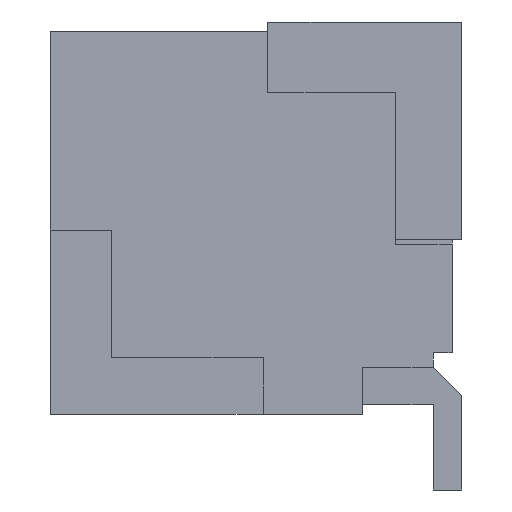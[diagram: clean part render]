
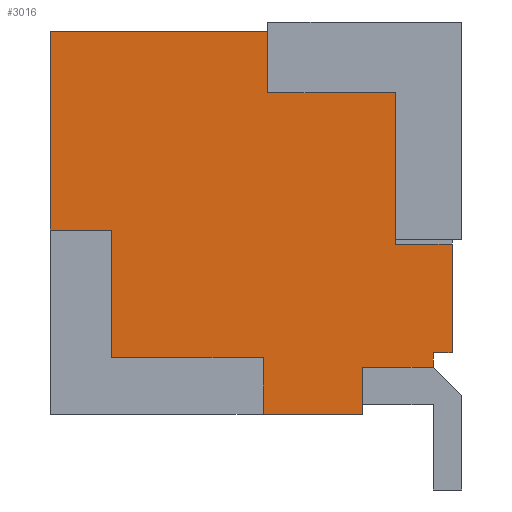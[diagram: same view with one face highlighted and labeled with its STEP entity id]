
A CAD part, left-side view. The second image highlights one B-rep face of the part: STEP entity #3016.
In plain terms, the highlighted planar face has unit normal (-1, 0, 0).
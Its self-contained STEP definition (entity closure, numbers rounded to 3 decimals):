
#71=FACE_OUTER_BOUND('',#222,.T.);
#222=EDGE_LOOP('',(#2180,#2181,#2182,#2183,#2184,#2185,#2186,#2187,#2188,
#2189,#2190,#2191,#2192,#2193,#2194,#2195));
#491=LINE('',#4332,#914);
#508=LINE('',#4367,#931);
#509=LINE('',#4369,#932);
#510=LINE('',#4371,#933);
#511=LINE('',#4373,#934);
#512=LINE('',#4375,#935);
#513=LINE('',#4377,#936);
#514=LINE('',#4379,#937);
#515=LINE('',#4381,#938);
#516=LINE('',#4383,#939);
#517=LINE('',#4385,#940);
#518=LINE('',#4387,#941);
#519=LINE('',#4389,#942);
#520=LINE('',#4391,#943);
#521=LINE('',#4392,#944);
#522=LINE('',#4393,#945);
#914=VECTOR('',#3526,0.5);
#931=VECTOR('',#3555,0.15);
#932=VECTOR('',#3556,0.2);
#933=VECTOR('',#3557,1.15);
#934=VECTOR('',#3558,0.6);
#935=VECTOR('',#3559,1.6);
#936=VECTOR('',#3560,1.35);
#937=VECTOR('',#3561,0.65);
#938=VECTOR('',#3562,2.3);
#939=VECTOR('',#3563,2.1);
#940=VECTOR('',#3564,0.65);
#941=VECTOR('',#3565,1.35);
#942=VECTOR('',#3566,1.6);
#943=VECTOR('',#3567,0.6);
#944=VECTOR('',#3568,1.05);
#945=VECTOR('',#3569,0.75);
#1296=VERTEX_POINT('',#4329);
#1297=VERTEX_POINT('',#4331);
#1308=VERTEX_POINT('',#4365);
#1309=VERTEX_POINT('',#4366);
#1310=VERTEX_POINT('',#4368);
#1311=VERTEX_POINT('',#4370);
#1312=VERTEX_POINT('',#4372);
#1313=VERTEX_POINT('',#4374);
#1314=VERTEX_POINT('',#4376);
#1315=VERTEX_POINT('',#4378);
#1316=VERTEX_POINT('',#4380);
#1317=VERTEX_POINT('',#4382);
#1318=VERTEX_POINT('',#4384);
#1319=VERTEX_POINT('',#4386);
#1320=VERTEX_POINT('',#4388);
#1321=VERTEX_POINT('',#4390);
#1613=EDGE_CURVE('',#1297,#1296,#491,.T.);
#1630=EDGE_CURVE('',#1308,#1309,#508,.T.);
#1631=EDGE_CURVE('',#1309,#1310,#509,.T.);
#1632=EDGE_CURVE('',#1311,#1310,#510,.T.);
#1633=EDGE_CURVE('',#1311,#1312,#511,.T.);
#1634=EDGE_CURVE('',#1312,#1313,#512,.T.);
#1635=EDGE_CURVE('',#1313,#1314,#513,.T.);
#1636=EDGE_CURVE('',#1314,#1315,#514,.T.);
#1637=EDGE_CURVE('',#1316,#1315,#515,.T.);
#1638=EDGE_CURVE('',#1316,#1317,#516,.T.);
#1639=EDGE_CURVE('',#1317,#1318,#517,.T.);
#1640=EDGE_CURVE('',#1318,#1319,#518,.T.);
#1641=EDGE_CURVE('',#1319,#1320,#519,.T.);
#1642=EDGE_CURVE('',#1320,#1321,#520,.T.);
#1643=EDGE_CURVE('',#1321,#1297,#521,.T.);
#1644=EDGE_CURVE('',#1296,#1308,#522,.T.);
#2180=ORIENTED_EDGE('',*,*,#1630,.T.);
#2181=ORIENTED_EDGE('',*,*,#1631,.T.);
#2182=ORIENTED_EDGE('',*,*,#1632,.F.);
#2183=ORIENTED_EDGE('',*,*,#1633,.T.);
#2184=ORIENTED_EDGE('',*,*,#1634,.T.);
#2185=ORIENTED_EDGE('',*,*,#1635,.T.);
#2186=ORIENTED_EDGE('',*,*,#1636,.T.);
#2187=ORIENTED_EDGE('',*,*,#1637,.F.);
#2188=ORIENTED_EDGE('',*,*,#1638,.T.);
#2189=ORIENTED_EDGE('',*,*,#1639,.T.);
#2190=ORIENTED_EDGE('',*,*,#1640,.T.);
#2191=ORIENTED_EDGE('',*,*,#1641,.T.);
#2192=ORIENTED_EDGE('',*,*,#1642,.T.);
#2193=ORIENTED_EDGE('',*,*,#1643,.T.);
#2194=ORIENTED_EDGE('',*,*,#1613,.T.);
#2195=ORIENTED_EDGE('',*,*,#1644,.T.);
#2768=PLANE('',#3169);
#3016=ADVANCED_FACE('',(#71),#2768,.F.);
#3169=AXIS2_PLACEMENT_3D('',#4364,#3553,#3554);
#3526=DIRECTION('',(0.,0.,1.));
#3553=DIRECTION('center_axis',(1.,0.,0.));
#3554=DIRECTION('ref_axis',(0.,1.,0.));
#3555=DIRECTION('',(0.,0.,1.));
#3556=DIRECTION('',(0.,-1.,0.));
#3557=DIRECTION('',(0.,0.,-1.));
#3558=DIRECTION('',(0.,1.,0.));
#3559=DIRECTION('',(0.,0.,1.));
#3560=DIRECTION('',(0.,1.,0.));
#3561=DIRECTION('',(0.,0.,1.));
#3562=DIRECTION('',(0.,-1.,0.));
#3563=DIRECTION('',(0.,0.,-1.));
#3564=DIRECTION('',(0.,-1.,0.));
#3565=DIRECTION('',(0.,0.,-1.));
#3566=DIRECTION('',(0.,-1.,0.));
#3567=DIRECTION('',(0.,0.,-1.));
#3568=DIRECTION('',(0.,-1.,0.));
#3569=DIRECTION('',(0.,-1.,0.));
#4329=CARTESIAN_POINT('',(-12.,0.95,0.5));
#4331=CARTESIAN_POINT('',(-12.,0.95,0.));
#4332=CARTESIAN_POINT('',(-12.,0.95,0.));
#4364=CARTESIAN_POINT('Origin',(-12.,0.,4.05));
#4365=CARTESIAN_POINT('',(-12.,0.2,0.5));
#4366=CARTESIAN_POINT('',(-12.,0.2,0.65));
#4367=CARTESIAN_POINT('',(-12.,0.2,0.5));
#4368=CARTESIAN_POINT('',(-12.,0.,0.65));
#4369=CARTESIAN_POINT('',(-12.,0.2,0.65));
#4370=CARTESIAN_POINT('',(-12.,0.,1.8));
#4371=CARTESIAN_POINT('',(-12.,0.,4.05));
#4372=CARTESIAN_POINT('',(-12.,0.6,1.8));
#4373=CARTESIAN_POINT('',(-12.,0.6,1.8));
#4374=CARTESIAN_POINT('',(-12.,0.6,3.4));
#4375=CARTESIAN_POINT('',(-12.,0.6,3.4));
#4376=CARTESIAN_POINT('',(-12.,1.95,3.4));
#4377=CARTESIAN_POINT('',(-12.,1.95,3.4));
#4378=CARTESIAN_POINT('',(-12.,1.95,4.05));
#4379=CARTESIAN_POINT('',(-12.,1.95,4.05));
#4380=CARTESIAN_POINT('',(-12.,4.25,4.05));
#4381=CARTESIAN_POINT('',(-12.,0.,4.05));
#4382=CARTESIAN_POINT('',(-12.,4.25,1.95));
#4383=CARTESIAN_POINT('',(-12.,4.25,4.05));
#4384=CARTESIAN_POINT('',(-12.,3.6,1.95));
#4385=CARTESIAN_POINT('',(-12.,4.25,1.95));
#4386=CARTESIAN_POINT('',(-12.,3.6,0.6));
#4387=CARTESIAN_POINT('',(-12.,3.6,1.95));
#4388=CARTESIAN_POINT('',(-12.,2.,0.6));
#4389=CARTESIAN_POINT('',(-12.,3.6,0.6));
#4390=CARTESIAN_POINT('',(-12.,2.,0.));
#4391=CARTESIAN_POINT('',(-12.,2.,0.6));
#4392=CARTESIAN_POINT('',(-12.,0.,0.));
#4393=CARTESIAN_POINT('',(-12.,0.95,0.5));
